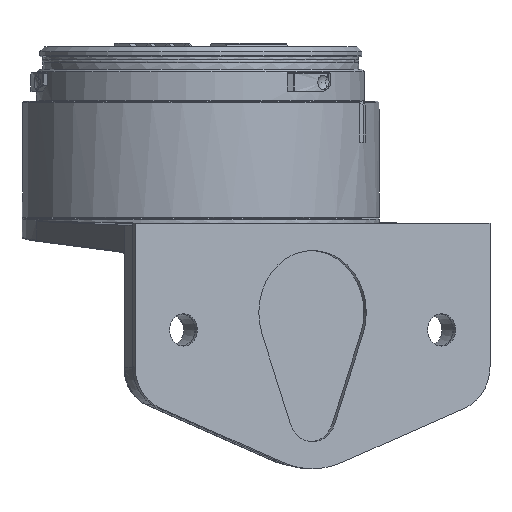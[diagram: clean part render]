
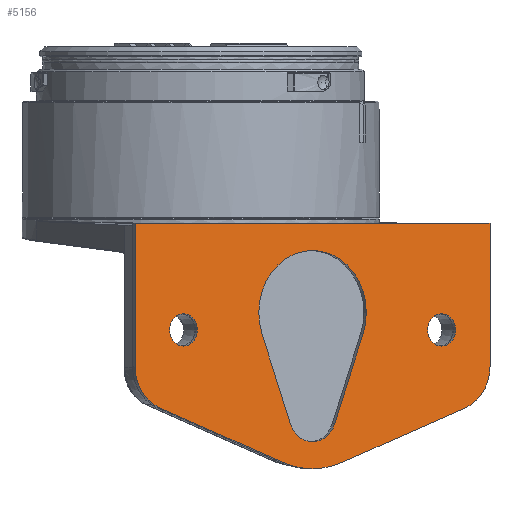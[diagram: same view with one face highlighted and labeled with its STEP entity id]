
A CAD part, left-side view. The second image highlights one B-rep face of the part: STEP entity #5156.
In plain terms, the highlighted planar face has unit normal (-0.866, -0.5, 0).
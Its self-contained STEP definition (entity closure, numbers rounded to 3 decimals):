
#1657=LINE('',#34229,#2521);
#1663=LINE('',#34246,#2527);
#1666=LINE('',#34256,#2530);
#1671=LINE('',#34267,#2535);
#1673=LINE('',#34271,#2537);
#1676=LINE('',#34282,#2540);
#1678=LINE('',#34285,#2542);
#2521=VECTOR('',#20211,1.);
#2527=VECTOR('',#20225,1.);
#2530=VECTOR('',#20236,1.);
#2535=VECTOR('',#20243,1.);
#2537=VECTOR('',#20247,1.);
#2540=VECTOR('',#20258,1.);
#2542=VECTOR('',#20262,1.);
#2839=PLANE('',#16484);
#5156=ADVANCED_FACE('',(#5466,#5467,#5468,#5469),#2839,.F.);
#5466=FACE_BOUND('',#6453,.T.);
#5467=FACE_BOUND('',#6454,.T.);
#5468=FACE_BOUND('',#6455,.T.);
#5469=FACE_BOUND('',#6456,.T.);
#6453=EDGE_LOOP('',(#10789,#10790,#10791,#10792,#10793,#10794,#10795,#10796));
#6454=EDGE_LOOP('',(#10797,#10798,#10799,#10800));
#6455=EDGE_LOOP('',(#10801));
#6456=EDGE_LOOP('',(#10802));
#10789=ORIENTED_EDGE('',*,*,#14320,.F.);
#10790=ORIENTED_EDGE('',*,*,#14336,.T.);
#10791=ORIENTED_EDGE('',*,*,#14315,.F.);
#10792=ORIENTED_EDGE('',*,*,#14312,.F.);
#10793=ORIENTED_EDGE('',*,*,#14310,.F.);
#10794=ORIENTED_EDGE('',*,*,#14337,.T.);
#10795=ORIENTED_EDGE('',*,*,#14329,.F.);
#10796=ORIENTED_EDGE('',*,*,#14322,.F.);
#10797=ORIENTED_EDGE('',*,*,#14298,.T.);
#10798=ORIENTED_EDGE('',*,*,#14327,.T.);
#10799=ORIENTED_EDGE('',*,*,#14305,.T.);
#10800=ORIENTED_EDGE('',*,*,#14302,.T.);
#10801=ORIENTED_EDGE('',*,*,#14326,.F.);
#10802=ORIENTED_EDGE('',*,*,#14333,.T.);
#12134=VERTEX_POINT('',#34221);
#12135=VERTEX_POINT('',#34222);
#12138=VERTEX_POINT('',#34230);
#12140=VERTEX_POINT('',#34236);
#12144=VERTEX_POINT('',#34245);
#12145=VERTEX_POINT('',#34247);
#12146=VERTEX_POINT('',#34251);
#12148=VERTEX_POINT('',#34257);
#12152=VERTEX_POINT('',#34266);
#12153=VERTEX_POINT('',#34268);
#12154=VERTEX_POINT('',#34272);
#12157=VERTEX_POINT('',#34280);
#12158=VERTEX_POINT('',#34286);
#12161=VERTEX_POINT('',#34294);
#14298=EDGE_CURVE('',#12134,#12135,#15004,.T.);
#14302=EDGE_CURVE('',#12138,#12134,#1657,.T.);
#14305=EDGE_CURVE('',#12140,#12138,#15006,.T.);
#14310=EDGE_CURVE('',#12144,#12145,#1663,.T.);
#14312=EDGE_CURVE('',#12145,#12146,#15008,.T.);
#14315=EDGE_CURVE('',#12146,#12148,#1666,.T.);
#14320=EDGE_CURVE('',#12152,#12153,#1671,.T.);
#14322=EDGE_CURVE('',#12153,#12154,#1673,.T.);
#14326=EDGE_CURVE('',#12157,#12157,#15011,.T.);
#14327=EDGE_CURVE('',#12135,#12140,#1676,.T.);
#14329=EDGE_CURVE('',#12154,#12158,#1678,.T.);
#14333=EDGE_CURVE('',#12161,#12161,#15013,.T.);
#14336=EDGE_CURVE('',#12152,#12148,#15016,.T.);
#14337=EDGE_CURVE('',#12144,#12158,#15017,.T.);
#15004=CIRCLE('',#16457,5.5);
#15006=CIRCLE('',#16461,12.5);
#15008=CIRCLE('',#16465,19.);
#15011=CIRCLE('',#16472,3.25);
#15013=CIRCLE('',#16477,3.25);
#15016=CIRCLE('',#16482,8.9);
#15017=CIRCLE('',#16483,8.9);
#16457=AXIS2_PLACEMENT_3D('',#34220,#20203,#20204);
#16461=AXIS2_PLACEMENT_3D('',#34235,#20216,#20217);
#16465=AXIS2_PLACEMENT_3D('',#34250,#20229,#20230);
#16472=AXIS2_PLACEMENT_3D('',#34279,#20254,#20255);
#16477=AXIS2_PLACEMENT_3D('',#34293,#20269,#20270);
#16482=AXIS2_PLACEMENT_3D('',#34299,#20279,#20280);
#16483=AXIS2_PLACEMENT_3D('',#34300,#20281,#20282);
#16484=AXIS2_PLACEMENT_3D('',#34301,#20283,#20284);
#20203=DIRECTION('',(0.866,0.5,0.));
#20204=DIRECTION('',(-0.5,0.866,0.));
#20211=DIRECTION('',(-0.171,0.296,-0.94));
#20216=DIRECTION('',(0.866,0.5,0.));
#20217=DIRECTION('',(-0.5,0.866,0.));
#20225=DIRECTION('',(-0.467,0.809,-0.358));
#20229=DIRECTION('',(0.866,0.5,0.));
#20230=DIRECTION('',(0.,0.,-1.));
#20236=DIRECTION('',(-0.467,0.809,0.358));
#20243=DIRECTION('',(0.,0.,1.));
#20247=DIRECTION('',(0.5,-0.866,0.));
#20254=DIRECTION('',(-0.866,-0.5,0.));
#20255=DIRECTION('',(0.5,-0.866,0.));
#20258=DIRECTION('',(-0.171,0.296,0.94));
#20262=DIRECTION('',(0.,0.,-1.));
#20269=DIRECTION('',(0.866,0.5,0.));
#20270=DIRECTION('',(-0.5,0.866,0.));
#20279=DIRECTION('',(-0.866,-0.5,0.));
#20280=DIRECTION('',(0.,0.,-1.));
#20281=DIRECTION('',(-0.866,-0.5,0.));
#20282=DIRECTION('',(0.,0.,-1.));
#20283=DIRECTION('',(0.866,0.5,0.));
#20284=DIRECTION('',(0.,0.,-1.));
#34220=CARTESIAN_POINT('',(-31.81,-5.953,-24.754));
#34221=CARTESIAN_POINT('',(-29.226,-10.43,-26.632));
#34222=CARTESIAN_POINT('',(-34.395,-1.476,-26.632));
#34229=CARTESIAN_POINT('',(-25.936,-16.127,-8.522));
#34230=CARTESIAN_POINT('',(-25.936,-16.127,-8.522));
#34235=CARTESIAN_POINT('',(-31.81,-5.953,-4.254));
#34236=CARTESIAN_POINT('',(-37.685,4.222,-8.522));
#34245=CARTESIAN_POINT('',(-14.041,-36.731,-23.429));
#34246=CARTESIAN_POINT('',(-11.506,-41.121,-21.484));
#34247=CARTESIAN_POINT('',(-28.406,-11.849,-34.458));
#34250=CARTESIAN_POINT('',(-31.81,-5.953,-16.72));
#34251=CARTESIAN_POINT('',(-35.215,-0.056,-34.458));
#34256=CARTESIAN_POINT('',(-33.871,-2.384,-35.49));
#34257=CARTESIAN_POINT('',(-49.58,24.825,-23.429));
#34266=CARTESIAN_POINT('',(-52.435,29.771,-15.12));
#34267=CARTESIAN_POINT('',(-52.435,29.771,-20.55));
#34268=CARTESIAN_POINT('',(-52.435,29.771,13.746));
#34271=CARTESIAN_POINT('',(-51.935,28.905,13.746));
#34272=CARTESIAN_POINT('',(-11.185,-41.676,13.746));
#34279=CARTESIAN_POINT('',(-46.81,20.028,-7.754));
#34280=CARTESIAN_POINT('',(-45.185,17.213,-7.754));
#34282=CARTESIAN_POINT('',(-34.395,-1.476,-26.632));
#34285=CARTESIAN_POINT('',(-11.185,-41.676,12.746));
#34286=CARTESIAN_POINT('',(-11.185,-41.676,-15.12));
#34293=CARTESIAN_POINT('',(-16.81,-31.933,-7.754));
#34294=CARTESIAN_POINT('',(-18.435,-29.119,-7.754));
#34299=CARTESIAN_POINT('',(-47.985,22.063,-15.12));
#34300=CARTESIAN_POINT('',(-15.635,-33.969,-15.12));
#34301=CARTESIAN_POINT('',(-31.81,-5.953,-24.754));
